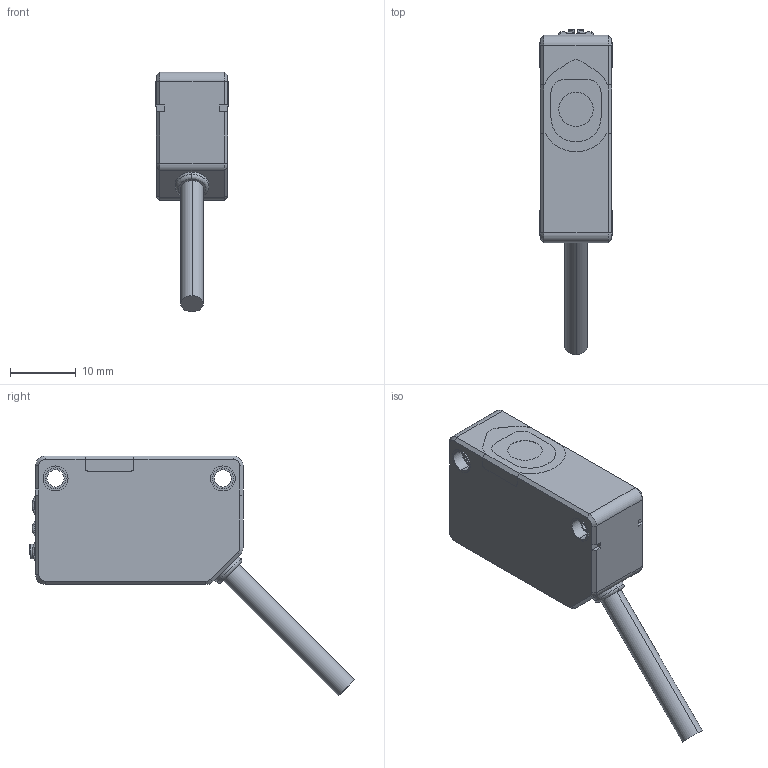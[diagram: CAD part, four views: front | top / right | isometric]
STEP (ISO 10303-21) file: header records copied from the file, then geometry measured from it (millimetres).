
FILE_DESCRIPTION (( 'STEP AP214' ), '1' );
FILE_NAME ('07_SA1E-X$$($).STEP', '2020-11-19T02:28:12', ( 'IDEC' ), ( 'IDEC' ), 'SwSTEP 2.0', 'SolidWorks 2019', '' );
FILE_SCHEMA (( 'AUTOMOTIVE_DESIGN' ));
Length unit declared in the file: millimetre
Products named in the file (1): 07_SA1E-X$$($)
Bounding box: 11 x 49.31 x 36.41 mm (x, y, z)
Volume: 6591.4 mm3; surface area: 2687.9 mm2
Topology: 1 solids, 1 shells, 206 faces, 501 edges, 318 vertices
Faces by surface type: plane 105, cylinder 63, bspline 28, cone 10
Entity records: 6739 total; most frequent: CARTESIAN_POINT 1969, ORIENTED_EDGE 1002, DIRECTION 935, EDGE_CURVE 501, VERTEX_POINT 318, AXIS2_PLACEMENT_3D 313, VECTOR 309, LINE 309
